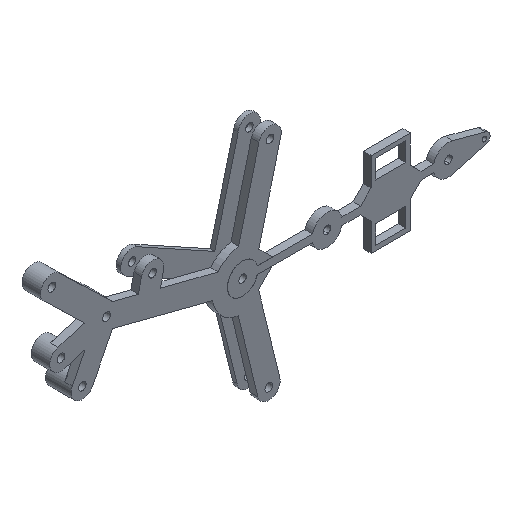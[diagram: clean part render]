
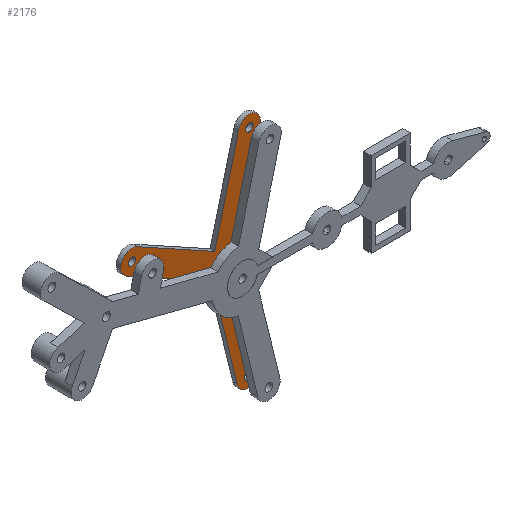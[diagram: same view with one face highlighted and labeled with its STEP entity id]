
A CAD part, isometric view. The second image highlights one B-rep face of the part: STEP entity #2176.
In plain terms, the highlighted planar face has unit normal (0, -1, 0).
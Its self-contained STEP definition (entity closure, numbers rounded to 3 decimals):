
#53=FACE_BOUND('',#384,.T.);
#54=FACE_BOUND('',#385,.T.);
#55=FACE_BOUND('',#386,.T.);
#56=FACE_BOUND('',#387,.T.);
#129=PLANE('',#2390);
#239=FACE_OUTER_BOUND('',#383,.T.);
#383=EDGE_LOOP('',(#2000,#2001,#2002,#2003,#2004,#2005,#2006,#2007,#2008));
#384=EDGE_LOOP('',(#2009));
#385=EDGE_LOOP('',(#2010));
#386=EDGE_LOOP('',(#2011));
#387=EDGE_LOOP('',(#2012));
#594=LINE('',#3588,#810);
#597=LINE('',#3592,#813);
#599=LINE('',#3597,#815);
#602=LINE('',#3603,#818);
#606=LINE('',#3615,#822);
#609=LINE('',#3619,#825);
#810=VECTOR('',#2970,10.);
#813=VECTOR('',#2975,10.);
#815=VECTOR('',#2979,10.);
#818=VECTOR('',#2984,10.);
#822=VECTOR('',#2996,10.);
#825=VECTOR('',#3001,10.);
#901=CIRCLE('',#2365,2.5);
#902=CIRCLE('',#2367,7.5);
#904=CIRCLE('',#2370,2.5);
#906=CIRCLE('',#2373,2.5);
#908=CIRCLE('',#2376,2.5);
#911=CIRCLE('',#2380,7.446);
#913=CIRCLE('',#2387,7.441);
#1090=VERTEX_POINT('',#3545);
#1091=VERTEX_POINT('',#3549);
#1092=VERTEX_POINT('',#3550);
#1095=VERTEX_POINT('',#3558);
#1097=VERTEX_POINT('',#3564);
#1099=VERTEX_POINT('',#3570);
#1103=VERTEX_POINT('',#3579);
#1104=VERTEX_POINT('',#3581);
#1106=VERTEX_POINT('',#3587);
#1108=VERTEX_POINT('',#3596);
#1110=VERTEX_POINT('',#3602);
#1112=VERTEX_POINT('',#3608);
#1114=VERTEX_POINT('',#3614);
#1382=EDGE_CURVE('',#1090,#1090,#901,.T.);
#1383=EDGE_CURVE('',#1091,#1092,#902,.T.);
#1387=EDGE_CURVE('',#1095,#1095,#904,.T.);
#1390=EDGE_CURVE('',#1097,#1097,#906,.T.);
#1393=EDGE_CURVE('',#1099,#1099,#908,.T.);
#1398=EDGE_CURVE('',#1104,#1103,#911,.T.);
#1401=EDGE_CURVE('',#1106,#1104,#594,.T.);
#1404=EDGE_CURVE('',#1106,#1092,#597,.T.);
#1406=EDGE_CURVE('',#1108,#1091,#599,.T.);
#1409=EDGE_CURVE('',#1110,#1108,#602,.T.);
#1412=EDGE_CURVE('',#1112,#1110,#913,.T.);
#1415=EDGE_CURVE('',#1114,#1112,#606,.T.);
#1418=EDGE_CURVE('',#1103,#1114,#609,.T.);
#2000=ORIENTED_EDGE('',*,*,#1418,.T.);
#2001=ORIENTED_EDGE('',*,*,#1415,.T.);
#2002=ORIENTED_EDGE('',*,*,#1412,.T.);
#2003=ORIENTED_EDGE('',*,*,#1409,.T.);
#2004=ORIENTED_EDGE('',*,*,#1406,.T.);
#2005=ORIENTED_EDGE('',*,*,#1383,.T.);
#2006=ORIENTED_EDGE('',*,*,#1404,.F.);
#2007=ORIENTED_EDGE('',*,*,#1401,.T.);
#2008=ORIENTED_EDGE('',*,*,#1398,.T.);
#2009=ORIENTED_EDGE('',*,*,#1382,.T.);
#2010=ORIENTED_EDGE('',*,*,#1393,.T.);
#2011=ORIENTED_EDGE('',*,*,#1390,.T.);
#2012=ORIENTED_EDGE('',*,*,#1387,.T.);
#2176=ADVANCED_FACE('',(#239,#53,#54,#55,#56),#129,.T.);
#2365=AXIS2_PLACEMENT_3D('',#3547,#2928,#2929);
#2367=AXIS2_PLACEMENT_3D('',#3551,#2932,#2933);
#2370=AXIS2_PLACEMENT_3D('',#3559,#2940,#2941);
#2373=AXIS2_PLACEMENT_3D('',#3565,#2947,#2948);
#2376=AXIS2_PLACEMENT_3D('',#3571,#2954,#2955);
#2380=AXIS2_PLACEMENT_3D('',#3582,#2964,#2965);
#2387=AXIS2_PLACEMENT_3D('',#3609,#2990,#2991);
#2390=AXIS2_PLACEMENT_3D('',#3620,#3002,#3003);
#2928=DIRECTION('center_axis',(0.,1.,0.));
#2929=DIRECTION('ref_axis',(1.,0.,0.));
#2932=DIRECTION('center_axis',(0.,-1.,0.));
#2933=DIRECTION('ref_axis',(1.,0.,0.));
#2940=DIRECTION('center_axis',(0.,1.,0.));
#2941=DIRECTION('ref_axis',(-1.,0.,0.));
#2947=DIRECTION('center_axis',(0.,1.,0.));
#2948=DIRECTION('ref_axis',(-1.,0.,0.));
#2954=DIRECTION('center_axis',(0.,1.,0.));
#2955=DIRECTION('ref_axis',(-1.,0.,0.));
#2964=DIRECTION('center_axis',(0.,-1.,0.));
#2965=DIRECTION('ref_axis',(-1.,0.,0.));
#2970=DIRECTION('',(0.239,0.,-0.971));
#2975=DIRECTION('',(-0.875,0.,0.483));
#2979=DIRECTION('',(-0.875,0.,0.483));
#2984=DIRECTION('',(-0.248,0.,-0.969));
#2990=DIRECTION('center_axis',(0.,-1.,0.));
#2991=DIRECTION('ref_axis',(-1.,0.,0.));
#2996=DIRECTION('',(0.248,0.,0.969));
#3001=DIRECTION('',(-0.239,0.,0.971));
#3002=DIRECTION('center_axis',(0.,-1.,0.));
#3003=DIRECTION('ref_axis',(-1.,0.,0.));
#3545=CARTESIAN_POINT('',(-62.031,8.5,32.863));
#3547=CARTESIAN_POINT('Origin',(-59.531,8.5,32.863));
#3549=CARTESIAN_POINT('',(-55.907,8.5,39.429));
#3550=CARTESIAN_POINT('',(-63.156,8.5,26.297));
#3551=CARTESIAN_POINT('Origin',(-59.531,8.5,32.863));
#3558=CARTESIAN_POINT('',(20.565,8.5,70.931));
#3559=CARTESIAN_POINT('Origin',(18.065,8.5,70.931));
#3564=CARTESIAN_POINT('',(2.5,8.5,0.));
#3565=CARTESIAN_POINT('Origin',(0.,8.5,0.));
#3570=CARTESIAN_POINT('',(19.813,8.5,-70.895));
#3571=CARTESIAN_POINT('Origin',(17.313,8.5,-70.895));
#3579=CARTESIAN_POINT('',(24.704,8.5,-70.));
#3581=CARTESIAN_POINT('',(9.921,8.5,-71.79));
#3582=CARTESIAN_POINT('Origin',(17.313,8.5,-70.895));
#3587=CARTESIAN_POINT('',(-6.499,8.5,-4.979));
#3588=CARTESIAN_POINT('',(-7.283,8.5,-1.79));
#3592=CARTESIAN_POINT('',(-45.647,8.5,16.631));
#3596=CARTESIAN_POINT('',(-4.858,8.5,11.249));
#3597=CARTESIAN_POINT('',(3.625,8.5,6.566));
#3602=CARTESIAN_POINT('',(10.683,8.5,71.863));
#3603=CARTESIAN_POINT('',(-7.265,8.5,1.863));
#3608=CARTESIAN_POINT('',(25.448,8.5,70.));
#3609=CARTESIAN_POINT('Origin',(18.065,8.5,70.931));
#3614=CARTESIAN_POINT('',(7.5,8.5,0.));
#3615=CARTESIAN_POINT('',(7.5,8.5,0.));
#3619=CARTESIAN_POINT('',(7.5,8.5,0.));
#3620=CARTESIAN_POINT('Origin',(-12.008,8.5,0.016));
